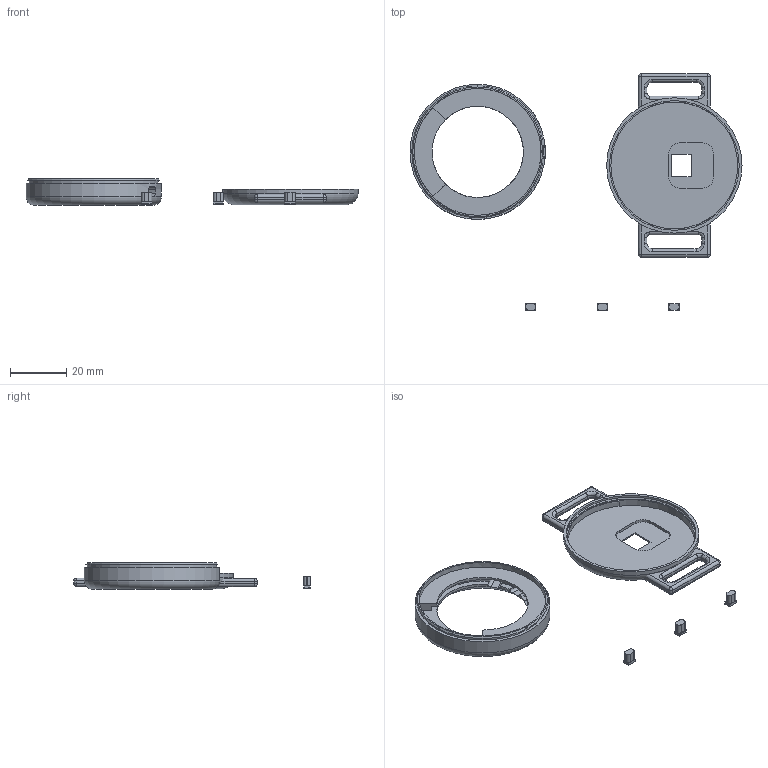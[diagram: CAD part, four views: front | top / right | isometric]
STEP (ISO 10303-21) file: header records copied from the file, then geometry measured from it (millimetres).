
FILE_DESCRIPTION(/* description */ ('STEP AP242','CAx-IF Rec.Pracs.---Representation and Presentation of Product Manufacturing Information (PMI)---4.0---2014-10-13','CAx-IF Rec.Pracs.---3D Tessellated Geometry---0.4---2014-09-14','2;1'),/* implementation_level */ '2;1');
FILE_NAME(/* name */ '67fb3a99e058a23a917dfbe2',/* time_stamp */ '2025-04-13T04:16:25Z',/* author */ (''),/* organization */ (''),/* preprocessor_version */ 'ST-DEVELOPER v20',/* originating_system */ 'ONSHAPE BY PTC INC, 1.196',/* authorisation */ ' ');
FILE_SCHEMA (('AP242_MANAGED_MODEL_BASED_3D_ENGINEERING_MIM_LF { 1 0 10303 442 1 1 4 }'));
Length unit declared in the file: metre
Products named in the file (6): case_v2_print_layout; Part 243; Part 2; Part 244; Part 1
Assembly tree (10 placements, depth 2):
  case_v2_print_layout
    Part 243  x3
    Part 2  x2
    Part 244  x3
    Part 1
    Part 1
Bounding box: 117.72 x 83.94 x 9.44 mm (x, y, z)
Volume: 9219 mm3; surface area: 11079.1 mm2
Topology: 10 solids, 10 shells, 224 faces, 556 edges, 346 vertices
Faces by surface type: plane 111, cylinder 84, torus 18, sphere 8, cone 3
Full cylindrical faces by diameter (mm): 45 x2, 45.862 x1, 46 x1, 48 x2
Entity records: 4312 total; most frequent: CARTESIAN_POINT 838, DIRECTION 704, ORIENTED_EDGE 668, EDGE_CURVE 334, AXIS2_PLACEMENT_3D 261, VERTEX_POINT 219, LINE 182, VECTOR 182
